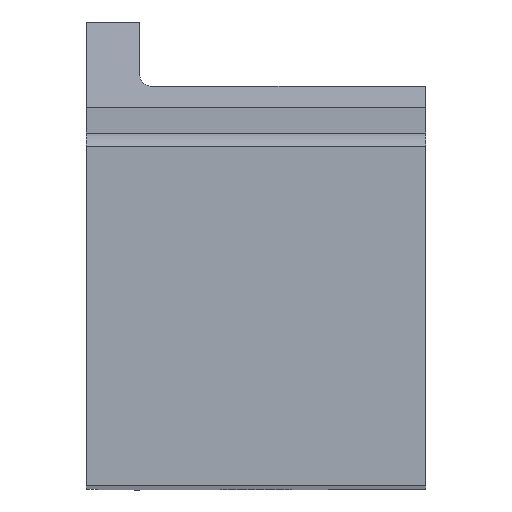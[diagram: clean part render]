
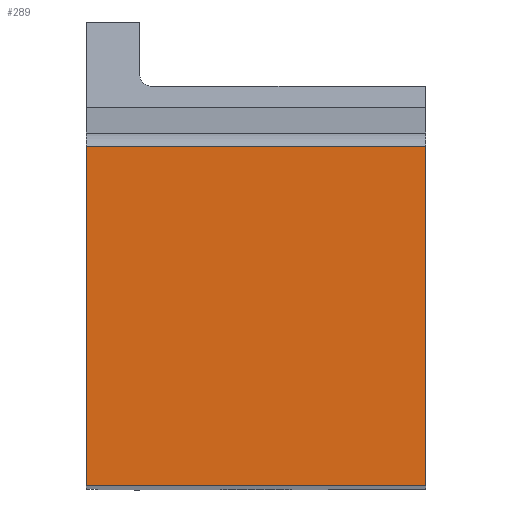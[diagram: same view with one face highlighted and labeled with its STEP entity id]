
A CAD part, top view. The second image highlights one B-rep face of the part: STEP entity #289.
In plain terms, the highlighted planar face has unit normal (0, 0, 1).
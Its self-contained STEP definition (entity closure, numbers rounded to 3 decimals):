
#289=ADVANCED_FACE('',(#518),#396,.T.);
#396=PLANE('',#3620);
#518=FACE_OUTER_BOUND('',#696,.T.);
#696=EDGE_LOOP('',(#1311,#1312,#1313,#1314));
#1311=ORIENTED_EDGE('',*,*,#2437,.F.);
#1312=ORIENTED_EDGE('',*,*,#2411,.F.);
#1313=ORIENTED_EDGE('',*,*,#2440,.F.);
#1314=ORIENTED_EDGE('',*,*,#2422,.F.);
#1984=VERTEX_POINT('',#9931);
#1985=VERTEX_POINT('',#9933);
#1994=VERTEX_POINT('',#9955);
#1995=VERTEX_POINT('',#9956);
#2411=EDGE_CURVE('',#1984,#1985,#3134,.T.);
#2422=EDGE_CURVE('',#1994,#1995,#3144,.T.);
#2437=EDGE_CURVE('',#1985,#1994,#3156,.T.);
#2440=EDGE_CURVE('',#1995,#1984,#3157,.T.);
#3134=LINE('',#9932,#3323);
#3144=LINE('',#9954,#3333);
#3156=LINE('',#9983,#3345);
#3157=LINE('',#9989,#3346);
#3323=VECTOR('',#4004,1.);
#3333=VECTOR('',#4020,1.);
#3345=VECTOR('',#4040,1.);
#3346=VECTOR('',#4047,1.);
#3620=AXIS2_PLACEMENT_3D('',#9990,#4048,#4049);
#4004=DIRECTION('',(0.,-1.,0.));
#4020=DIRECTION('',(0.,1.,0.));
#4040=DIRECTION('',(-1.,0.,0.));
#4047=DIRECTION('',(1.,0.,0.));
#4048=DIRECTION('',(0.,0.,1.));
#4049=DIRECTION('',(-1.,0.,0.));
#9931=CARTESIAN_POINT('',(0.,15.875,0.));
#9932=CARTESIAN_POINT('',(0.,15.875,0.));
#9933=CARTESIAN_POINT('',(0.,0.,0.));
#9954=CARTESIAN_POINT('',(-15.875,0.,0.));
#9955=CARTESIAN_POINT('',(-15.875,0.,0.));
#9956=CARTESIAN_POINT('',(-15.875,15.875,0.));
#9983=CARTESIAN_POINT('',(0.,0.,0.));
#9989=CARTESIAN_POINT('',(-15.875,15.875,0.));
#9990=CARTESIAN_POINT('',(-7.938,7.938,0.));
